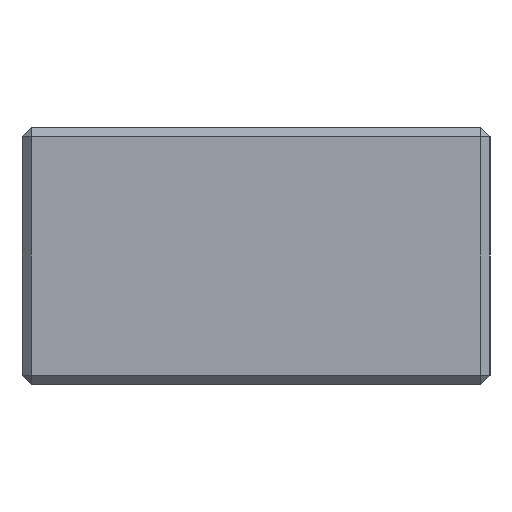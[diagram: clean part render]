
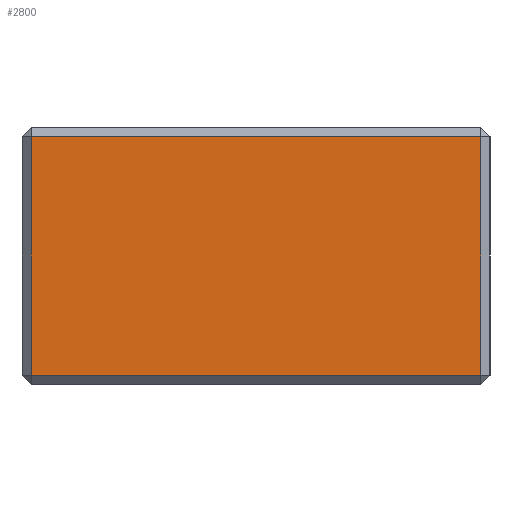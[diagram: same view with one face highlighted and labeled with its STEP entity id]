
A CAD part, left-side view. The second image highlights one B-rep face of the part: STEP entity #2800.
In plain terms, the highlighted planar face has unit normal (-1, 0, 0).
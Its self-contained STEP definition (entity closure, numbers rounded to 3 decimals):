
#773 = PLANE('',#774);
#774 = AXIS2_PLACEMENT_3D('',#775,#776,#777);
#775 = CARTESIAN_POINT('',(-2.48,0.98,0.));
#776 = DIRECTION('',(-0.707,0.707,0.));
#777 = DIRECTION('',(-0.,-0.,-1.));
#1577 = PLANE('',#1578);
#1578 = AXIS2_PLACEMENT_3D('',#1579,#1580,#1581);
#1579 = CARTESIAN_POINT('',(-2.48,-1.,0.02));
#1580 = DIRECTION('',(0.707,0.,0.707)
  );
#1581 = DIRECTION('',(0.,1.,0.));
#1676 = VERTEX_POINT('',#1677);
#1677 = CARTESIAN_POINT('',(-2.5,0.96,0.04));
#1700 = VERTEX_POINT('',#1701);
#1701 = CARTESIAN_POINT('',(-2.5,0.96,1.06));
#1727 = EDGE_CURVE('',#1676,#1700,#1728,.T.);
#1728 = SURFACE_CURVE('',#1729,(#1733,#1740),.PCURVE_S1.);
#1729 = LINE('',#1730,#1731);
#1730 = CARTESIAN_POINT('',(-2.5,0.96,0.));
#1731 = VECTOR('',#1732,1.);
#1732 = DIRECTION('',(0.,0.,1.));
#1733 = PCURVE('',#773,#1734);
#1734 = DEFINITIONAL_REPRESENTATION('',(#1735),#1739);
#1735 = LINE('',#1736,#1737);
#1736 = CARTESIAN_POINT('',(-0.,0.028));
#1737 = VECTOR('',#1738,1.);
#1738 = DIRECTION('',(-1.,0.));
#1739 = ( GEOMETRIC_REPRESENTATION_CONTEXT(2) 
PARAMETRIC_REPRESENTATION_CONTEXT() REPRESENTATION_CONTEXT('2D SPACE',''
  ) );
#1740 = PCURVE('',#1741,#1746);
#1741 = PLANE('',#1742);
#1742 = AXIS2_PLACEMENT_3D('',#1743,#1744,#1745);
#1743 = CARTESIAN_POINT('',(-2.5,-1.,0.));
#1744 = DIRECTION('',(-1.,0.,0.));
#1745 = DIRECTION('',(0.,1.,0.));
#1746 = DEFINITIONAL_REPRESENTATION('',(#1747),#1751);
#1747 = LINE('',#1748,#1749);
#1748 = CARTESIAN_POINT('',(1.96,0.));
#1749 = VECTOR('',#1750,1.);
#1750 = DIRECTION('',(0.,-1.));
#1751 = ( GEOMETRIC_REPRESENTATION_CONTEXT(2) 
PARAMETRIC_REPRESENTATION_CONTEXT() REPRESENTATION_CONTEXT('2D SPACE',''
  ) );
#2523 = PLANE('',#2524);
#2524 = AXIS2_PLACEMENT_3D('',#2525,#2526,#2527);
#2525 = CARTESIAN_POINT('',(-2.48,-0.98,0.));
#2526 = DIRECTION('',(-0.707,-0.707,0.));
#2527 = DIRECTION('',(0.,0.,1.));
#2581 = PLANE('',#2582);
#2582 = AXIS2_PLACEMENT_3D('',#2583,#2584,#2585);
#2583 = CARTESIAN_POINT('',(-2.48,-1.,1.08));
#2584 = DIRECTION('',(-0.707,0.,0.707));
#2585 = DIRECTION('',(0.,1.,0.));
#2678 = VERTEX_POINT('',#2679);
#2679 = CARTESIAN_POINT('',(-2.5,-0.96,0.04));
#2727 = EDGE_CURVE('',#2678,#1676,#2728,.T.);
#2728 = SURFACE_CURVE('',#2729,(#2733,#2740),.PCURVE_S1.);
#2729 = LINE('',#2730,#2731);
#2730 = CARTESIAN_POINT('',(-2.5,-1.,0.04));
#2731 = VECTOR('',#2732,1.);
#2732 = DIRECTION('',(0.,1.,0.));
#2733 = PCURVE('',#1577,#2734);
#2734 = DEFINITIONAL_REPRESENTATION('',(#2735),#2739);
#2735 = LINE('',#2736,#2737);
#2736 = CARTESIAN_POINT('',(0.,0.028));
#2737 = VECTOR('',#2738,1.);
#2738 = DIRECTION('',(1.,0.));
#2739 = ( GEOMETRIC_REPRESENTATION_CONTEXT(2) 
PARAMETRIC_REPRESENTATION_CONTEXT() REPRESENTATION_CONTEXT('2D SPACE',''
  ) );
#2740 = PCURVE('',#1741,#2741);
#2741 = DEFINITIONAL_REPRESENTATION('',(#2742),#2746);
#2742 = LINE('',#2743,#2744);
#2743 = CARTESIAN_POINT('',(0.,-0.04));
#2744 = VECTOR('',#2745,1.);
#2745 = DIRECTION('',(1.,0.));
#2746 = ( GEOMETRIC_REPRESENTATION_CONTEXT(2) 
PARAMETRIC_REPRESENTATION_CONTEXT() REPRESENTATION_CONTEXT('2D SPACE',''
  ) );
#2800 = ADVANCED_FACE('',(#2801),#1741,.T.);
#2801 = FACE_BOUND('',#2802,.T.);
#2802 = EDGE_LOOP('',(#2803,#2804,#2805,#2828));
#2803 = ORIENTED_EDGE('',*,*,#1727,.F.);
#2804 = ORIENTED_EDGE('',*,*,#2727,.F.);
#2805 = ORIENTED_EDGE('',*,*,#2806,.T.);
#2806 = EDGE_CURVE('',#2678,#2807,#2809,.T.);
#2807 = VERTEX_POINT('',#2808);
#2808 = CARTESIAN_POINT('',(-2.5,-0.96,1.06));
#2809 = SURFACE_CURVE('',#2810,(#2814,#2821),.PCURVE_S1.);
#2810 = LINE('',#2811,#2812);
#2811 = CARTESIAN_POINT('',(-2.5,-0.96,0.));
#2812 = VECTOR('',#2813,1.);
#2813 = DIRECTION('',(0.,0.,1.));
#2814 = PCURVE('',#1741,#2815);
#2815 = DEFINITIONAL_REPRESENTATION('',(#2816),#2820);
#2816 = LINE('',#2817,#2818);
#2817 = CARTESIAN_POINT('',(0.04,0.));
#2818 = VECTOR('',#2819,1.);
#2819 = DIRECTION('',(0.,-1.));
#2820 = ( GEOMETRIC_REPRESENTATION_CONTEXT(2) 
PARAMETRIC_REPRESENTATION_CONTEXT() REPRESENTATION_CONTEXT('2D SPACE',''
  ) );
#2821 = PCURVE('',#2523,#2822);
#2822 = DEFINITIONAL_REPRESENTATION('',(#2823),#2827);
#2823 = LINE('',#2824,#2825);
#2824 = CARTESIAN_POINT('',(0.,0.028));
#2825 = VECTOR('',#2826,1.);
#2826 = DIRECTION('',(1.,0.));
#2827 = ( GEOMETRIC_REPRESENTATION_CONTEXT(2) 
PARAMETRIC_REPRESENTATION_CONTEXT() REPRESENTATION_CONTEXT('2D SPACE',''
  ) );
#2828 = ORIENTED_EDGE('',*,*,#2829,.T.);
#2829 = EDGE_CURVE('',#2807,#1700,#2830,.T.);
#2830 = SURFACE_CURVE('',#2831,(#2835,#2842),.PCURVE_S1.);
#2831 = LINE('',#2832,#2833);
#2832 = CARTESIAN_POINT('',(-2.5,-1.,1.06));
#2833 = VECTOR('',#2834,1.);
#2834 = DIRECTION('',(0.,1.,0.));
#2835 = PCURVE('',#1741,#2836);
#2836 = DEFINITIONAL_REPRESENTATION('',(#2837),#2841);
#2837 = LINE('',#2838,#2839);
#2838 = CARTESIAN_POINT('',(0.,-1.06));
#2839 = VECTOR('',#2840,1.);
#2840 = DIRECTION('',(1.,0.));
#2841 = ( GEOMETRIC_REPRESENTATION_CONTEXT(2) 
PARAMETRIC_REPRESENTATION_CONTEXT() REPRESENTATION_CONTEXT('2D SPACE',''
  ) );
#2842 = PCURVE('',#2581,#2843);
#2843 = DEFINITIONAL_REPRESENTATION('',(#2844),#2848);
#2844 = LINE('',#2845,#2846);
#2845 = CARTESIAN_POINT('',(0.,0.028));
#2846 = VECTOR('',#2847,1.);
#2847 = DIRECTION('',(1.,0.));
#2848 = ( GEOMETRIC_REPRESENTATION_CONTEXT(2) 
PARAMETRIC_REPRESENTATION_CONTEXT() REPRESENTATION_CONTEXT('2D SPACE',''
  ) );
